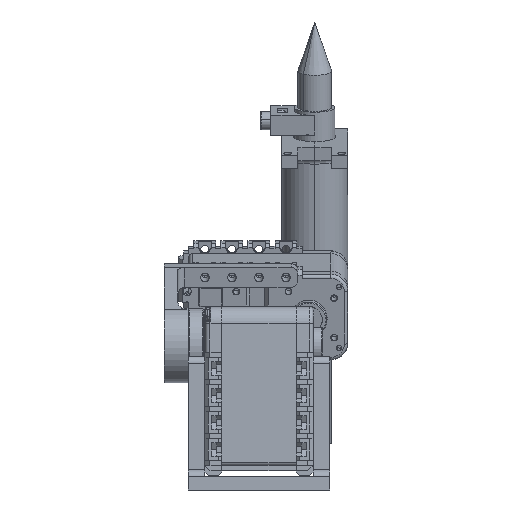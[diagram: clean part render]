
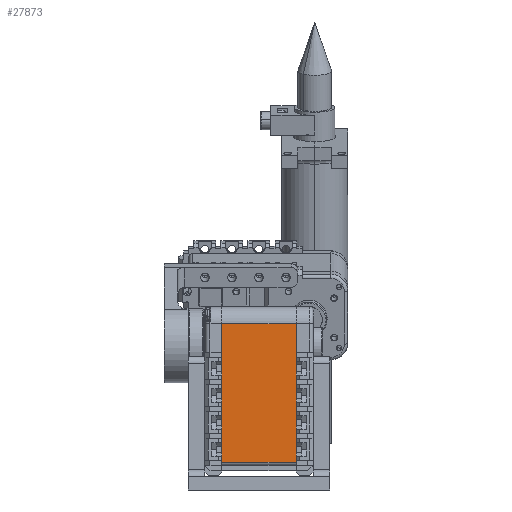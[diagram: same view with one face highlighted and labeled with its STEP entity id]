
A CAD part, left-side view. The second image highlights one B-rep face of the part: STEP entity #27873.
In plain terms, the highlighted face is planar.
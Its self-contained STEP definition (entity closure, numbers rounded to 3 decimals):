
#802 = LINE ( 'NONE', #36943, #27211 ) ;
#1605 = FACE_OUTER_BOUND ( 'NONE', #6781, .T. ) ;
#2119 = DIRECTION ( 'NONE',  ( 0., 0., -1. ) ) ;
#2541 = DIRECTION ( 'NONE',  ( -1., 0., 0. ) ) ;
#5165 = AXIS2_PLACEMENT_3D ( 'NONE', #29023, #23184, #26396 ) ;
#6781 = EDGE_LOOP ( 'NONE', ( #25895, #10570, #34065, #15560 ) ) ;
#7144 = DIRECTION ( 'NONE',  ( 0., 0., 1. ) ) ;
#7235 = VERTEX_POINT ( 'NONE', #24387 ) ;
#7287 = VECTOR ( 'NONE', #10040, 1000. ) ;
#8805 = CARTESIAN_POINT ( 'NONE',  ( 35.5, 13., 11. ) ) ;
#10040 = DIRECTION ( 'NONE',  ( -1., 0., 0. ) ) ;
#10570 = ORIENTED_EDGE ( 'NONE', *, *, #10753, .T. ) ;
#10753 = EDGE_CURVE ( 'NONE', #32166, #7235, #27001, .T. ) ;
#10784 = CARTESIAN_POINT ( 'NONE',  ( -6.5, 13., 11. ) ) ;
#11235 = CARTESIAN_POINT ( 'NONE',  ( 34.5, 13., 11. ) ) ;
#11765 = CARTESIAN_POINT ( 'NONE',  ( -6.5, 13., -11. ) ) ;
#15560 = ORIENTED_EDGE ( 'NONE', *, *, #19640, .T. ) ;
#15707 = EDGE_CURVE ( 'NONE', #32166, #26535, #20102, .T. ) ;
#19640 = EDGE_CURVE ( 'NONE', #31282, #26535, #802, .T. ) ;
#20102 = LINE ( 'NONE', #8805, #31748 ) ;
#20195 = PLANE ( 'NONE',  #5165 ) ;
#21103 = CARTESIAN_POINT ( 'NONE',  ( 34.5, 13., 11. ) ) ;
#23184 = DIRECTION ( 'NONE',  ( 0., -1., 0. ) ) ;
#23686 = EDGE_CURVE ( 'NONE', #7235, #31282, #35107, .T. ) ;
#24387 = CARTESIAN_POINT ( 'NONE',  ( 34.5, 13., -11. ) ) ;
#25895 = ORIENTED_EDGE ( 'NONE', *, *, #15707, .F. ) ;
#26396 = DIRECTION ( 'NONE',  ( 1., 0., 0. ) ) ;
#26535 = VERTEX_POINT ( 'NONE', #10784 ) ;
#27001 = LINE ( 'NONE', #11235, #27946 ) ;
#27211 = VECTOR ( 'NONE', #7144, 1000. ) ;
#27873 = ADVANCED_FACE ( 'NONE', ( #1605 ), #20195, .F. ) ;
#27946 = VECTOR ( 'NONE', #2119, 1000. ) ;
#29023 = CARTESIAN_POINT ( 'NONE',  ( 35.5, 13., 11. ) ) ;
#30738 = CARTESIAN_POINT ( 'NONE',  ( 35.5, 13., -11. ) ) ;
#31282 = VERTEX_POINT ( 'NONE', #11765 ) ;
#31748 = VECTOR ( 'NONE', #2541, 1000. ) ;
#32166 = VERTEX_POINT ( 'NONE', #21103 ) ;
#34065 = ORIENTED_EDGE ( 'NONE', *, *, #23686, .T. ) ;
#35107 = LINE ( 'NONE', #30738, #7287 ) ;
#36943 = CARTESIAN_POINT ( 'NONE',  ( -6.5, 13., 11. ) ) ;
